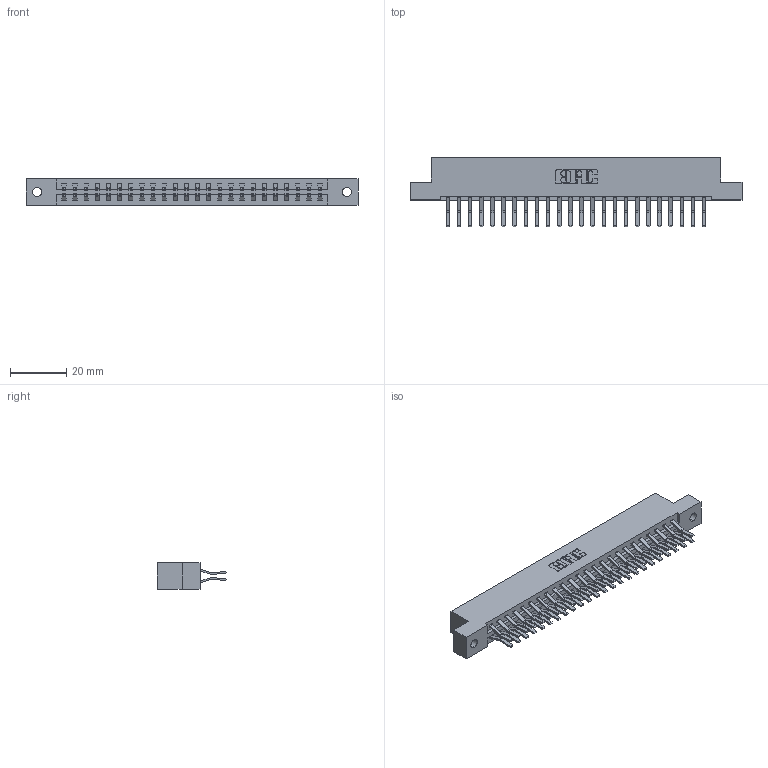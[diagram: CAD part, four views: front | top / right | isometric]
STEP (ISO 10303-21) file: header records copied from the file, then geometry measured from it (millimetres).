
FILE_DESCRIPTION (( 'STEP AP203' ), '1' );
FILE_NAME ('337-048-560-202.STEP', '2018-08-09T20:06:33', ( '' ), ( '' ), 'SwSTEP 2.0', 'SolidWorks 2016', '' );
FILE_SCHEMA (( 'CONFIG_CONTROL_DESIGN' ));
Length unit declared in the file: inch
Products named in the file (3): 345-292-001_560 Tail; 337-048-560-202; 337 Part_Flush Mounting Lugs - 0.128 Dia
Assembly tree (49 placements, depth 2):
  337-048-560-202
    337 Part_Flush Mounting Lugs - 0.128 Dia
    345-292-001_560 Tail  x48
Bounding box: 118.11 x 24.78 x 9.4 mm (x, y, z)
Volume: 12485.7 mm3; surface area: 14578.1 mm2
Topology: 49 solids, 49 shells, 2802 faces, 8327 edges, 5486 vertices
Faces by surface type: plane 1894, cylinder 908
Entity records: 21027 total; most frequent: CARTESIAN_POINT 3558, ORIENTED_EDGE 3494, DIRECTION 3063, EDGE_CURVE 1747, VECTOR 1615, LINE 1615, VERTEX_POINT 1162, AXIS2_PLACEMENT_3D 724
